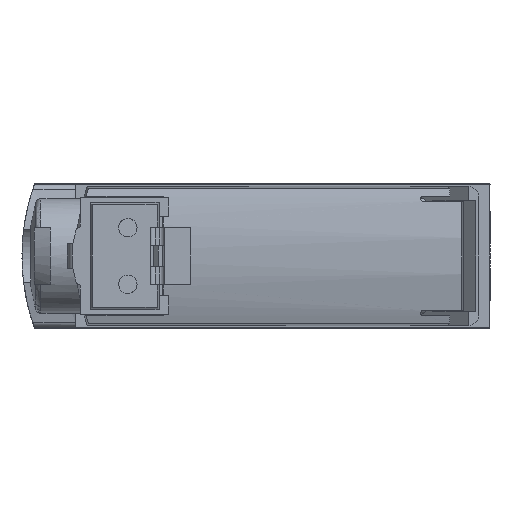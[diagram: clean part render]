
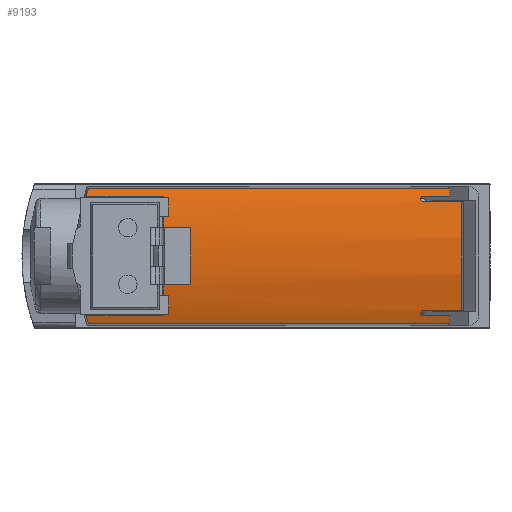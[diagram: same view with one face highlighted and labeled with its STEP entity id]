
A CAD part, left-side view. The second image highlights one B-rep face of the part: STEP entity #9193.
In plain terms, the highlighted cylindrical face has radius 15 mm (diameter 30 mm), a partial arc.
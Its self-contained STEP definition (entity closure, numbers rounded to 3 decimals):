
#579=CIRCLE('',#11935,15.);
#1112=LINE('',#16362,#2091);
#1113=LINE('',#16367,#2092);
#1114=LINE('',#16371,#2093);
#1115=LINE('',#16378,#2094);
#1116=LINE('',#16382,#2095);
#1117=LINE('',#16390,#2096);
#1118=LINE('',#16394,#2097);
#1119=LINE('',#16402,#2098);
#1120=LINE('',#16406,#2099);
#1121=LINE('',#16413,#2100);
#2091=VECTOR('',#13593,1000.);
#2092=VECTOR('',#13596,1000.);
#2093=VECTOR('',#13599,1000.);
#2094=VECTOR('',#13600,1000.);
#2095=VECTOR('',#13603,1000.);
#2096=VECTOR('',#13604,1000.);
#2097=VECTOR('',#13607,1000.);
#2098=VECTOR('',#13608,1000.);
#2099=VECTOR('',#13611,1000.);
#2100=VECTOR('',#13612,1000.);
#2650=B_SPLINE_CURVE_WITH_KNOTS('',3,(#16373,#16374,#16375,#16376),
 .UNSPECIFIED.,.F.,.F.,(4,4),(0.009,0.01),
 .UNSPECIFIED.);
#2651=B_SPLINE_CURVE_WITH_KNOTS('',3,(#16384,#16385,#16386,#16387,#16388),
 .UNSPECIFIED.,.F.,.F.,(4,1,4),(0.,0.,0.001),
 .UNSPECIFIED.);
#2652=B_SPLINE_CURVE_WITH_KNOTS('',3,(#16396,#16397,#16398,#16399,#16400),
 .UNSPECIFIED.,.F.,.F.,(4,1,4),(0.,0.,0.001),
 .UNSPECIFIED.);
#2653=B_SPLINE_CURVE_WITH_KNOTS('',3,(#16408,#16409,#16410,#16411),
 .UNSPECIFIED.,.F.,.F.,(4,4),(0.,0.001),
 .UNSPECIFIED.);
#3915=ORIENTED_EDGE('',*,*,#6004,.F.);
#3916=ORIENTED_EDGE('',*,*,#6005,.F.);
#3917=ORIENTED_EDGE('',*,*,#6006,.F.);
#3918=ORIENTED_EDGE('',*,*,#6007,.T.);
#3919=ORIENTED_EDGE('',*,*,#6008,.T.);
#3920=ORIENTED_EDGE('',*,*,#6009,.T.);
#3921=ORIENTED_EDGE('',*,*,#6010,.T.);
#3922=ORIENTED_EDGE('',*,*,#6011,.T.);
#3923=ORIENTED_EDGE('',*,*,#6012,.F.);
#3924=ORIENTED_EDGE('',*,*,#6013,.F.);
#3925=ORIENTED_EDGE('',*,*,#6014,.F.);
#3926=ORIENTED_EDGE('',*,*,#6015,.F.);
#3927=ORIENTED_EDGE('',*,*,#6016,.F.);
#3928=ORIENTED_EDGE('',*,*,#6017,.F.);
#3929=ORIENTED_EDGE('',*,*,#6018,.F.);
#3930=ORIENTED_EDGE('',*,*,#6019,.F.);
#3931=ORIENTED_EDGE('',*,*,#6020,.F.);
#3932=ORIENTED_EDGE('',*,*,#6021,.T.);
#3933=ORIENTED_EDGE('',*,*,#6022,.T.);
#3934=ORIENTED_EDGE('',*,*,#6023,.T.);
#6004=EDGE_CURVE('',#7146,#7147,#1112,.F.);
#6005=EDGE_CURVE('',#7148,#7146,#579,.T.);
#6006=EDGE_CURVE('',#7149,#7148,#1113,.T.);
#6007=EDGE_CURVE('',#7149,#7150,#7619,.F.);
#6008=EDGE_CURVE('',#7150,#7151,#1114,.F.);
#6009=EDGE_CURVE('',#7151,#7152,#2650,.T.);
#6010=EDGE_CURVE('',#7152,#7153,#1115,.T.);
#6011=EDGE_CURVE('',#7153,#7154,#7620,.F.);
#6012=EDGE_CURVE('',#7155,#7154,#1116,.T.);
#6013=EDGE_CURVE('',#7156,#7155,#2651,.T.);
#6014=EDGE_CURVE('',#7157,#7156,#1117,.F.);
#6015=EDGE_CURVE('',#7158,#7157,#7621,.F.);
#6016=EDGE_CURVE('',#7159,#7158,#1118,.T.);
#6017=EDGE_CURVE('',#7160,#7159,#2652,.T.);
#6018=EDGE_CURVE('',#7161,#7160,#1119,.F.);
#6019=EDGE_CURVE('',#7162,#7161,#7622,.F.);
#6020=EDGE_CURVE('',#7163,#7162,#1120,.T.);
#6021=EDGE_CURVE('',#7163,#7164,#2653,.T.);
#6022=EDGE_CURVE('',#7164,#7165,#1121,.T.);
#6023=EDGE_CURVE('',#7165,#7147,#7623,.F.);
#7146=VERTEX_POINT('',#16363);
#7147=VERTEX_POINT('',#16364);
#7148=VERTEX_POINT('',#16366);
#7149=VERTEX_POINT('',#16368);
#7150=VERTEX_POINT('',#16370);
#7151=VERTEX_POINT('',#16372);
#7152=VERTEX_POINT('',#16377);
#7153=VERTEX_POINT('',#16379);
#7154=VERTEX_POINT('',#16381);
#7155=VERTEX_POINT('',#16383);
#7156=VERTEX_POINT('',#16389);
#7157=VERTEX_POINT('',#16391);
#7158=VERTEX_POINT('',#16393);
#7159=VERTEX_POINT('',#16395);
#7160=VERTEX_POINT('',#16401);
#7161=VERTEX_POINT('',#16403);
#7162=VERTEX_POINT('',#16405);
#7163=VERTEX_POINT('',#16407);
#7164=VERTEX_POINT('',#16412);
#7165=VERTEX_POINT('',#16414);
#7619=ELLIPSE('',#11936,15.002,15.);
#7620=ELLIPSE('',#11937,15.002,15.);
#7621=ELLIPSE('',#11938,15.009,15.);
#7622=ELLIPSE('',#11939,15.002,15.);
#7623=ELLIPSE('',#11940,15.002,15.);
#7953=EDGE_LOOP('',(#3915,#3916,#3917,#3918,#3919,#3920,#3921,#3922,#3923,
#3924,#3925,#3926,#3927,#3928,#3929,#3930,#3931,#3932,#3933,#3934));
#8544=FACE_BOUND('',#7953,.T.);
#8889=CYLINDRICAL_SURFACE('',#11934,15.);
#9193=ADVANCED_FACE('',(#8544),#8889,.T.);
#11934=AXIS2_PLACEMENT_3D('',#16361,#13591,#13592);
#11935=AXIS2_PLACEMENT_3D('',#16365,#13594,#13595);
#11936=AXIS2_PLACEMENT_3D('',#16369,#13597,#13598);
#11937=AXIS2_PLACEMENT_3D('',#16380,#13601,#13602);
#11938=AXIS2_PLACEMENT_3D('',#16392,#13605,#13606);
#11939=AXIS2_PLACEMENT_3D('',#16404,#13609,#13610);
#11940=AXIS2_PLACEMENT_3D('',#16415,#13613,#13614);
#13591=DIRECTION('',(0.,-1.,0.));
#13592=DIRECTION('',(0.,0.,-1.));
#13593=DIRECTION('',(0.,-1.,0.));
#13594=DIRECTION('',(0.,1.,0.));
#13595=DIRECTION('',(0.,0.,1.));
#13596=DIRECTION('',(0.,-1.,0.));
#13597=DIRECTION('',(-0.017,1.,0.));
#13598=DIRECTION('',(-1.,-0.017,0.));
#13599=DIRECTION('',(0.,-1.,0.));
#13600=DIRECTION('',(0.,-1.,0.));
#13601=DIRECTION('',(-0.017,-1.,0.));
#13602=DIRECTION('',(1.,-0.017,0.));
#13603=DIRECTION('',(0.,-1.,0.));
#13604=DIRECTION('',(0.,-1.,0.));
#13605=DIRECTION('',(-0.035,0.999,0.));
#13606=DIRECTION('',(-0.999,-0.035,0.));
#13607=DIRECTION('',(0.,-1.,0.));
#13608=DIRECTION('',(0.,-1.,0.));
#13609=DIRECTION('',(0.017,1.,0.));
#13610=DIRECTION('',(1.,-0.017,0.));
#13611=DIRECTION('',(0.,-1.,0.));
#13612=DIRECTION('',(0.,-1.,0.));
#13613=DIRECTION('',(-0.017,1.,0.));
#13614=DIRECTION('',(-1.,-0.017,0.));
#16361=CARTESIAN_POINT('',(-15.,30.,0.));
#16362=CARTESIAN_POINT('',(-0.075,30.,-1.5));
#16363=CARTESIAN_POINT('',(-0.075,20.604,-1.5));
#16364=CARTESIAN_POINT('',(-0.075,21.106,-1.5));
#16365=CARTESIAN_POINT('',(-15.,20.604,0.));
#16366=CARTESIAN_POINT('',(-0.075,20.604,1.5));
#16367=CARTESIAN_POINT('',(-0.075,30.,1.5));
#16368=CARTESIAN_POINT('',(-0.075,21.106,1.5));
#16369=CARTESIAN_POINT('',(-15.,20.845,0.));
#16370=CARTESIAN_POINT('',(-0.603,21.096,4.21));
#16371=CARTESIAN_POINT('',(-0.603,30.,4.21));
#16372=CARTESIAN_POINT('',(-0.603,26.584,4.21));
#16373=CARTESIAN_POINT('',(-0.603,26.584,4.21));
#16374=CARTESIAN_POINT('',(-0.659,26.528,4.403));
#16375=CARTESIAN_POINT('',(-0.72,26.469,4.595));
#16376=CARTESIAN_POINT('',(-0.783,26.406,4.784));
#16377=CARTESIAN_POINT('',(-0.783,26.406,4.784));
#16378=CARTESIAN_POINT('',(-0.783,30.,4.784));
#16379=CARTESIAN_POINT('',(-0.783,0.864,4.784));
#16380=CARTESIAN_POINT('',(-15.,1.112,0.));
#16381=CARTESIAN_POINT('',(-0.609,0.861,4.23));
#16382=CARTESIAN_POINT('',(-0.609,30.,4.23));
#16383=CARTESIAN_POINT('',(-0.609,2.722,4.23));
#16384=CARTESIAN_POINT('',(-0.503,2.722,3.851));
#16385=CARTESIAN_POINT('',(-0.503,2.824,3.851));
#16386=CARTESIAN_POINT('',(-0.553,2.999,4.041));
#16387=CARTESIAN_POINT('',(-0.609,2.824,4.23));
#16388=CARTESIAN_POINT('',(-0.609,2.722,4.23));
#16389=CARTESIAN_POINT('',(-0.503,2.722,3.851));
#16390=CARTESIAN_POINT('',(-0.503,30.,3.851));
#16391=CARTESIAN_POINT('',(-0.503,-0.018,3.851));
#16392=CARTESIAN_POINT('',(-15.,-0.524,0.));
#16393=CARTESIAN_POINT('',(-0.503,-0.018,-3.851));
#16394=CARTESIAN_POINT('',(-0.503,30.,-3.851));
#16395=CARTESIAN_POINT('',(-0.503,2.722,-3.851));
#16396=CARTESIAN_POINT('',(-0.609,2.722,-4.23));
#16397=CARTESIAN_POINT('',(-0.609,2.824,-4.23));
#16398=CARTESIAN_POINT('',(-0.553,2.999,-4.041));
#16399=CARTESIAN_POINT('',(-0.503,2.824,-3.851));
#16400=CARTESIAN_POINT('',(-0.503,2.722,-3.851));
#16401=CARTESIAN_POINT('',(-0.609,2.722,-4.23));
#16402=CARTESIAN_POINT('',(-0.609,30.,-4.23));
#16403=CARTESIAN_POINT('',(-0.609,0.861,-4.23));
#16404=CARTESIAN_POINT('',(-15.,1.112,0.));
#16405=CARTESIAN_POINT('',(-0.783,0.864,-4.784));
#16406=CARTESIAN_POINT('',(-0.783,30.,-4.784));
#16407=CARTESIAN_POINT('',(-0.783,26.406,-4.784));
#16408=CARTESIAN_POINT('',(-0.783,26.406,-4.784));
#16409=CARTESIAN_POINT('',(-0.719,26.469,-4.594));
#16410=CARTESIAN_POINT('',(-0.659,26.528,-4.403));
#16411=CARTESIAN_POINT('',(-0.603,26.584,-4.21));
#16412=CARTESIAN_POINT('',(-0.603,26.584,-4.21));
#16413=CARTESIAN_POINT('',(-0.603,30.,-4.21));
#16414=CARTESIAN_POINT('',(-0.603,21.096,-4.21));
#16415=CARTESIAN_POINT('',(-15.,20.845,0.));
